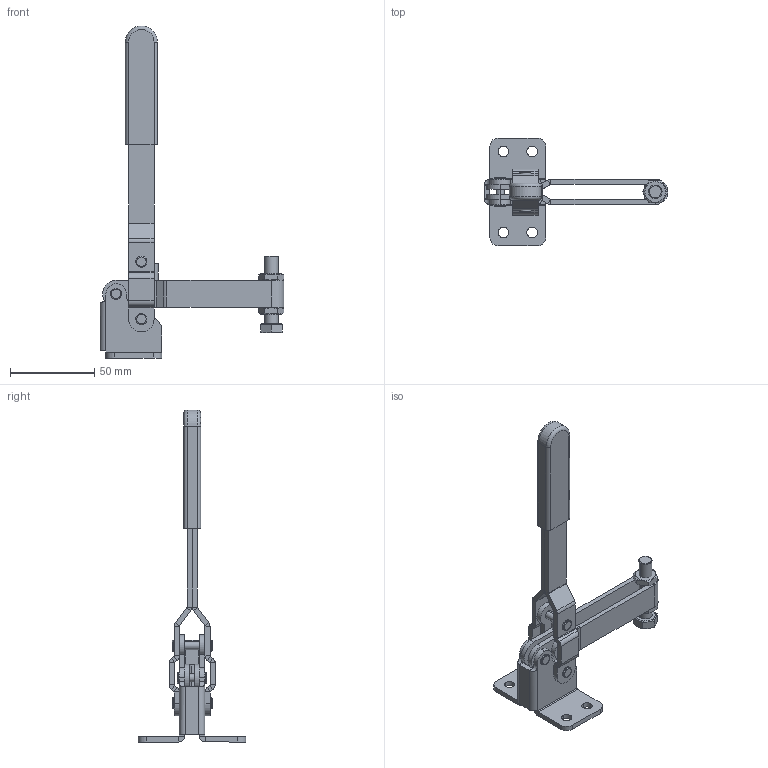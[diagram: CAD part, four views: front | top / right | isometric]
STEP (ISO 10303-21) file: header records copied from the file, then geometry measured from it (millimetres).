
FILE_DESCRIPTION (( 'STEP AP203' ), '1' );
FILE_NAME ('HS-11412装配体.STEP', '2018-12-07T02:34:05', ( 'PCOS' ), ( '微软中国' ), 'SwSTEP 2.0', 'SolidWorks 2012', '' );
FILE_SCHEMA (( 'CONFIG_CONTROL_DESIGN' ));
Length unit declared in the file: millimetre
Products named in the file (10): 楊擘菁釱; 蟀裝; 忒參; 忒梟; 揤參; hexagon head bolts-full thread gb_GB_FASTENER_BOLT_STBAB A M8X40-C; hex thin nuts-grades ab-chamfered gb_GB_FASTENER_NUT_STNAB M8-N; 酗种; 傻种; HS-11412蚾饜极
Assembly tree (13 placements, depth 2):
  HS-11412蚾饜极
    楊擘菁釱
    蟀裝
    忒參
    忒梟  x2
    揤參
    hexagon head bolts-full thread gb_GB_FASTENER_BOLT_STBAB A M8X40-C
    hex thin nuts-grades ab-chamfered gb_GB_FASTENER_NUT_STNAB M8-N  x2
    酗种  x2
    傻种  x2
Bounding box: 109.01 x 64 x 196.8 mm (x, y, z)
Volume: 52377.3 mm3; surface area: 37047.1 mm2
Topology: 13 solids, 13 shells, 770 faces, 1902 edges, 1194 vertices
Faces by surface type: plane 430, cylinder 179, bspline 117, cone 26, torus 18
Entity records: 25542 total; most frequent: CARTESIAN_POINT 8857, ORIENTED_EDGE 3380, DIRECTION 2888, EDGE_CURVE 1690, VECTOR 1086, LINE 1086, VERTEX_POINT 1074, AXIS2_PLACEMENT_3D 901
